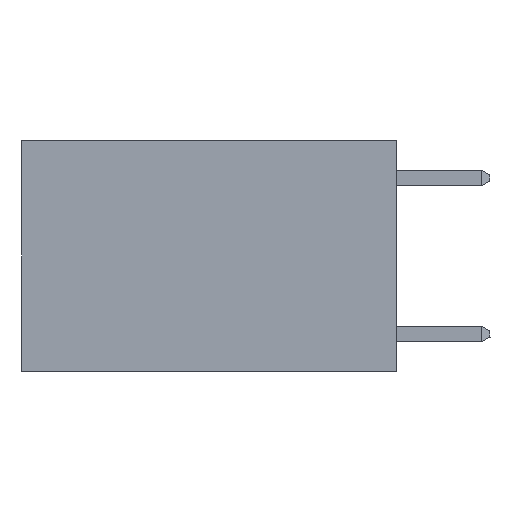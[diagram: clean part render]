
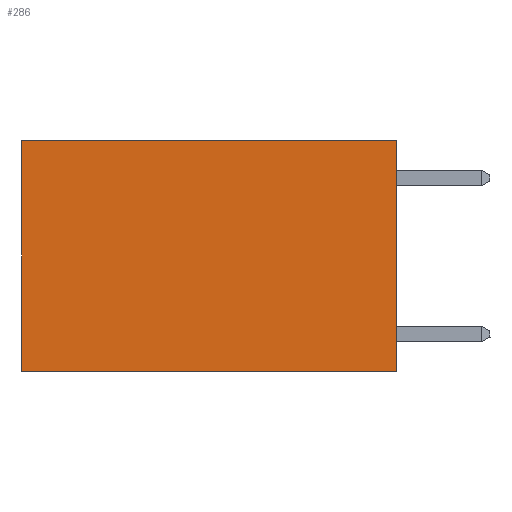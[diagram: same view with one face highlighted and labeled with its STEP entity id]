
A CAD part, left-side view. The second image highlights one B-rep face of the part: STEP entity #286.
In plain terms, the highlighted planar face has unit normal (-1, 0, 0).
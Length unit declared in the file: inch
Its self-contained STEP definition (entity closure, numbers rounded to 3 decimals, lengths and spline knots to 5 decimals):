
#280 = ORIENTED_EDGE ( 'NONE', *, *, #14504, .F. ) ;
#286 = ADVANCED_FACE ( 'NONE', ( #12049 ), #13833, .F. ) ;
#409 = CARTESIAN_POINT ( 'NONE',  ( 0.2625, 0.6, -0.37 ) ) ;
#543 = CARTESIAN_POINT ( 'NONE',  ( 0.2625, 0., 0. ) ) ;
#970 = CARTESIAN_POINT ( 'NONE',  ( 0.2625, 0., 0. ) ) ;
#1264 = EDGE_CURVE ( 'NONE', #11436, #8883, #3749, .T. ) ;
#1575 = LINE ( 'NONE', #3599, #6417 ) ;
#3599 = CARTESIAN_POINT ( 'NONE',  ( 0.2625, 0., 0. ) ) ;
#3749 = LINE ( 'NONE', #12315, #15420 ) ;
#3903 = LINE ( 'NONE', #4663, #10782 ) ;
#4247 = VECTOR ( 'NONE', #5399, 39.37008 ) ;
#4663 = CARTESIAN_POINT ( 'NONE',  ( 0.2625, 0., -0.37 ) ) ;
#5399 = DIRECTION ( 'NONE',  ( 0., 0., -1. ) ) ;
#5948 = DIRECTION ( 'NONE',  ( 0., 0., -1. ) ) ;
#6417 = VECTOR ( 'NONE', #13783, 39.37008 ) ;
#7045 = CARTESIAN_POINT ( 'NONE',  ( 0.2625, 0., -0.37 ) ) ;
#7267 = VERTEX_POINT ( 'NONE', #409 ) ;
#8273 = CARTESIAN_POINT ( 'NONE',  ( 0.2625, 0.6, 0. ) ) ;
#8883 = VERTEX_POINT ( 'NONE', #7045 ) ;
#9284 = AXIS2_PLACEMENT_3D ( 'NONE', #543, #16858, #17050 ) ;
#9740 = VERTEX_POINT ( 'NONE', #17753 ) ;
#10081 = EDGE_LOOP ( 'NONE', ( #17714, #280, #10463, #13263 ) ) ;
#10463 = ORIENTED_EDGE ( 'NONE', *, *, #1264, .F. ) ;
#10782 = VECTOR ( 'NONE', #16356, 39.37008 ) ;
#11436 = VERTEX_POINT ( 'NONE', #970 ) ;
#11445 = EDGE_CURVE ( 'NONE', #9740, #7267, #16818, .T. ) ;
#12049 = FACE_OUTER_BOUND ( 'NONE', #10081, .T. ) ;
#12315 = CARTESIAN_POINT ( 'NONE',  ( 0.2625, 0., 0. ) ) ;
#13263 = ORIENTED_EDGE ( 'NONE', *, *, #16562, .T. ) ;
#13783 = DIRECTION ( 'NONE',  ( 0., 1., 0. ) ) ;
#13833 = PLANE ( 'NONE',  #9284 ) ;
#14504 = EDGE_CURVE ( 'NONE', #8883, #7267, #3903, .T. ) ;
#15420 = VECTOR ( 'NONE', #5948, 39.37008 ) ;
#16356 = DIRECTION ( 'NONE',  ( 0., 1., 0. ) ) ;
#16562 = EDGE_CURVE ( 'NONE', #11436, #9740, #1575, .T. ) ;
#16818 = LINE ( 'NONE', #8273, #4247 ) ;
#16858 = DIRECTION ( 'NONE',  ( 1., 0., 0. ) ) ;
#17050 = DIRECTION ( 'NONE',  ( 0., 0., -1. ) ) ;
#17714 = ORIENTED_EDGE ( 'NONE', *, *, #11445, .T. ) ;
#17753 = CARTESIAN_POINT ( 'NONE',  ( 0.2625, 0.6, 0. ) ) ;
